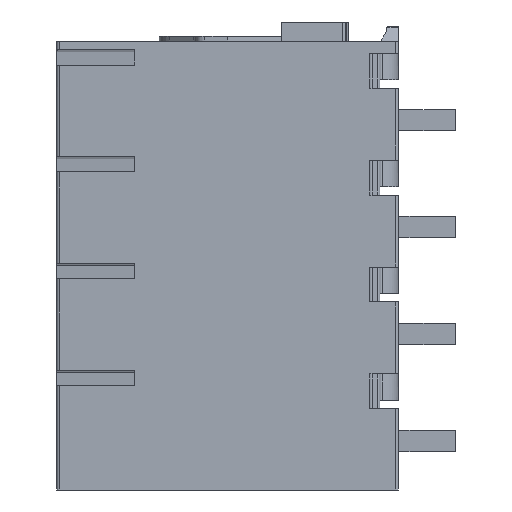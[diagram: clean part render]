
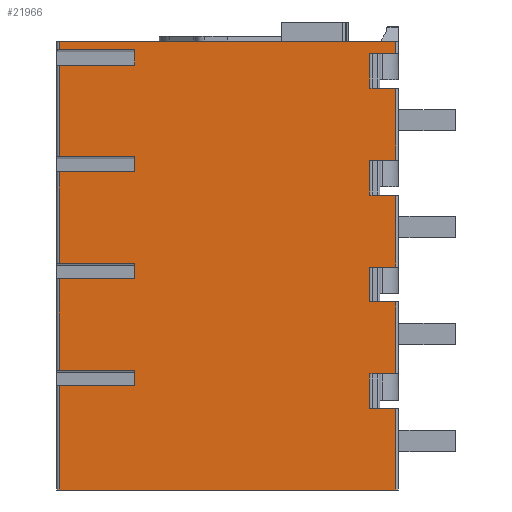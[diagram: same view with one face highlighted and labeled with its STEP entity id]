
A CAD part, left-side view. The second image highlights one B-rep face of the part: STEP entity #21966.
In plain terms, the highlighted planar face has unit normal (-1, 0, 0).
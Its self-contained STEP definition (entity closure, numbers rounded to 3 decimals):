
#1522=LINE('',#30486,#3146);
#1721=LINE('',#31019,#3345);
#1723=LINE('',#31028,#3347);
#1725=LINE('',#31036,#3349);
#1726=LINE('',#31038,#3350);
#1851=LINE('',#31392,#3475);
#1853=LINE('',#31401,#3477);
#1855=LINE('',#31410,#3479);
#1874=LINE('',#31459,#3498);
#2043=LINE('',#32045,#3667);
#2045=LINE('',#32054,#3669);
#2046=LINE('',#32057,#3670);
#2047=LINE('',#32058,#3671);
#2048=LINE('',#32060,#3672);
#2049=LINE('',#32062,#3673);
#2050=LINE('',#32063,#3674);
#2051=LINE('',#32065,#3675);
#2052=LINE('',#32067,#3676);
#2053=LINE('',#32068,#3677);
#2054=LINE('',#32070,#3678);
#2055=LINE('',#32072,#3679);
#2056=LINE('',#32073,#3680);
#2057=LINE('',#32075,#3681);
#2058=LINE('',#32077,#3682);
#2059=LINE('',#32078,#3683);
#2060=LINE('',#32080,#3684);
#2061=LINE('',#32082,#3685);
#2062=LINE('',#32083,#3686);
#2063=LINE('',#32085,#3687);
#2064=LINE('',#32087,#3688);
#2065=LINE('',#32088,#3689);
#2066=LINE('',#32090,#3690);
#2067=LINE('',#32092,#3691);
#2068=LINE('',#32094,#3692);
#2069=LINE('',#32096,#3693);
#2070=LINE('',#32097,#3694);
#3146=VECTOR('',#25139,1000.);
#3345=VECTOR('',#25570,1000.);
#3347=VECTOR('',#25578,1000.);
#3349=VECTOR('',#25586,1000.);
#3350=VECTOR('',#25589,1000.);
#3475=VECTOR('',#25848,1000.);
#3477=VECTOR('',#25856,1000.);
#3479=VECTOR('',#25864,1000.);
#3498=VECTOR('',#25911,1000.);
#3667=VECTOR('',#26358,1000.);
#3669=VECTOR('',#26366,1000.);
#3670=VECTOR('',#26367,1000.);
#3671=VECTOR('',#26368,1000.);
#3672=VECTOR('',#26369,1000.);
#3673=VECTOR('',#26370,1000.);
#3674=VECTOR('',#26371,1000.);
#3675=VECTOR('',#26372,1000.);
#3676=VECTOR('',#26373,1000.);
#3677=VECTOR('',#26374,1000.);
#3678=VECTOR('',#26375,1000.);
#3679=VECTOR('',#26376,1000.);
#3680=VECTOR('',#26377,1000.);
#3681=VECTOR('',#26378,1000.);
#3682=VECTOR('',#26379,1000.);
#3683=VECTOR('',#26380,1000.);
#3684=VECTOR('',#26381,1000.);
#3685=VECTOR('',#26382,1000.);
#3686=VECTOR('',#26383,1000.);
#3687=VECTOR('',#26384,1000.);
#3688=VECTOR('',#26385,1000.);
#3689=VECTOR('',#26386,1000.);
#3690=VECTOR('',#26387,1000.);
#3691=VECTOR('',#26388,1000.);
#3692=VECTOR('',#26389,1000.);
#3693=VECTOR('',#26390,1000.);
#3694=VECTOR('',#26391,1000.);
#6169=ORIENTED_EDGE('',*,*,#10664,.F.);
#6170=ORIENTED_EDGE('',*,*,#10665,.T.);
#6171=ORIENTED_EDGE('',*,*,#10381,.F.);
#6172=ORIENTED_EDGE('',*,*,#10666,.T.);
#6173=ORIENTED_EDGE('',*,*,#10667,.F.);
#6174=ORIENTED_EDGE('',*,*,#10668,.T.);
#6175=ORIENTED_EDGE('',*,*,#10385,.F.);
#6176=ORIENTED_EDGE('',*,*,#10669,.T.);
#6177=ORIENTED_EDGE('',*,*,#10670,.F.);
#6178=ORIENTED_EDGE('',*,*,#10671,.T.);
#6179=ORIENTED_EDGE('',*,*,#10389,.F.);
#6180=ORIENTED_EDGE('',*,*,#9935,.F.);
#6181=ORIENTED_EDGE('',*,*,#10202,.T.);
#6182=ORIENTED_EDGE('',*,*,#10672,.F.);
#6183=ORIENTED_EDGE('',*,*,#10673,.F.);
#6184=ORIENTED_EDGE('',*,*,#10674,.T.);
#6185=ORIENTED_EDGE('',*,*,#10198,.T.);
#6186=ORIENTED_EDGE('',*,*,#10675,.F.);
#6187=ORIENTED_EDGE('',*,*,#10676,.F.);
#6188=ORIENTED_EDGE('',*,*,#10677,.T.);
#6189=ORIENTED_EDGE('',*,*,#10194,.T.);
#6190=ORIENTED_EDGE('',*,*,#10678,.F.);
#6191=ORIENTED_EDGE('',*,*,#10679,.F.);
#6192=ORIENTED_EDGE('',*,*,#10680,.T.);
#6193=ORIENTED_EDGE('',*,*,#10203,.T.);
#6194=ORIENTED_EDGE('',*,*,#10681,.F.);
#6195=ORIENTED_EDGE('',*,*,#10682,.F.);
#6196=ORIENTED_EDGE('',*,*,#10683,.T.);
#6197=ORIENTED_EDGE('',*,*,#10660,.T.);
#6198=ORIENTED_EDGE('',*,*,#10684,.T.);
#6199=ORIENTED_EDGE('',*,*,#10685,.F.);
#6200=ORIENTED_EDGE('',*,*,#10686,.T.);
#6201=ORIENTED_EDGE('',*,*,#10687,.F.);
#6202=ORIENTED_EDGE('',*,*,#10688,.T.);
#6203=ORIENTED_EDGE('',*,*,#10415,.F.);
#6204=ORIENTED_EDGE('',*,*,#10689,.T.);
#9935=EDGE_CURVE('',#12255,#12256,#1522,.T.);
#10194=EDGE_CURVE('',#12474,#12473,#1721,.T.);
#10198=EDGE_CURVE('',#12478,#12477,#1723,.T.);
#10202=EDGE_CURVE('',#12255,#12480,#1725,.T.);
#10203=EDGE_CURVE('',#12481,#12482,#1726,.T.);
#10381=EDGE_CURVE('',#12643,#12644,#1851,.T.);
#10385=EDGE_CURVE('',#12647,#12648,#1853,.T.);
#10389=EDGE_CURVE('',#12256,#12651,#1855,.T.);
#10415=EDGE_CURVE('',#12667,#12668,#1874,.T.);
#10660=EDGE_CURVE('',#12817,#12818,#2043,.T.);
#10664=EDGE_CURVE('',#12821,#12822,#2045,.T.);
#10665=EDGE_CURVE('',#12821,#12644,#2046,.T.);
#10666=EDGE_CURVE('',#12643,#12823,#2047,.T.);
#10667=EDGE_CURVE('',#12824,#12823,#2048,.T.);
#10668=EDGE_CURVE('',#12824,#12648,#2049,.T.);
#10669=EDGE_CURVE('',#12647,#12825,#2050,.T.);
#10670=EDGE_CURVE('',#12826,#12825,#2051,.T.);
#10671=EDGE_CURVE('',#12826,#12651,#2052,.T.);
#10672=EDGE_CURVE('',#12827,#12480,#2053,.T.);
#10673=EDGE_CURVE('',#12828,#12827,#2054,.T.);
#10674=EDGE_CURVE('',#12828,#12478,#2055,.T.);
#10675=EDGE_CURVE('',#12829,#12477,#2056,.T.);
#10676=EDGE_CURVE('',#12830,#12829,#2057,.T.);
#10677=EDGE_CURVE('',#12830,#12474,#2058,.T.);
#10678=EDGE_CURVE('',#12831,#12473,#2059,.T.);
#10679=EDGE_CURVE('',#12832,#12831,#2060,.T.);
#10680=EDGE_CURVE('',#12832,#12481,#2061,.T.);
#10681=EDGE_CURVE('',#12833,#12482,#2062,.T.);
#10682=EDGE_CURVE('',#12834,#12833,#2063,.T.);
#10683=EDGE_CURVE('',#12834,#12817,#2064,.T.);
#10684=EDGE_CURVE('',#12818,#12835,#2065,.T.);
#10685=EDGE_CURVE('',#12836,#12835,#2066,.T.);
#10686=EDGE_CURVE('',#12836,#12837,#2067,.T.);
#10687=EDGE_CURVE('',#12838,#12837,#2068,.T.);
#10688=EDGE_CURVE('',#12838,#12668,#2069,.T.);
#10689=EDGE_CURVE('',#12667,#12822,#2070,.T.);
#12255=VERTEX_POINT('',#30485);
#12256=VERTEX_POINT('',#30487);
#12473=VERTEX_POINT('',#31018);
#12474=VERTEX_POINT('',#31020);
#12477=VERTEX_POINT('',#31027);
#12478=VERTEX_POINT('',#31029);
#12480=VERTEX_POINT('',#31035);
#12481=VERTEX_POINT('',#31039);
#12482=VERTEX_POINT('',#31040);
#12643=VERTEX_POINT('',#31393);
#12644=VERTEX_POINT('',#31394);
#12647=VERTEX_POINT('',#31402);
#12648=VERTEX_POINT('',#31403);
#12651=VERTEX_POINT('',#31411);
#12667=VERTEX_POINT('',#31460);
#12668=VERTEX_POINT('',#31461);
#12817=VERTEX_POINT('',#32046);
#12818=VERTEX_POINT('',#32047);
#12821=VERTEX_POINT('',#32055);
#12822=VERTEX_POINT('',#32056);
#12823=VERTEX_POINT('',#32059);
#12824=VERTEX_POINT('',#32061);
#12825=VERTEX_POINT('',#32064);
#12826=VERTEX_POINT('',#32066);
#12827=VERTEX_POINT('',#32069);
#12828=VERTEX_POINT('',#32071);
#12829=VERTEX_POINT('',#32074);
#12830=VERTEX_POINT('',#32076);
#12831=VERTEX_POINT('',#32079);
#12832=VERTEX_POINT('',#32081);
#12833=VERTEX_POINT('',#32084);
#12834=VERTEX_POINT('',#32086);
#12835=VERTEX_POINT('',#32089);
#12836=VERTEX_POINT('',#32091);
#12837=VERTEX_POINT('',#32093);
#12838=VERTEX_POINT('',#32095);
#13662=EDGE_LOOP('',(#6169,#6170,#6171,#6172,#6173,#6174,#6175,#6176,#6177,
#6178,#6179,#6180,#6181,#6182,#6183,#6184,#6185,#6186,#6187,#6188,#6189,
#6190,#6191,#6192,#6193,#6194,#6195,#6196,#6197,#6198,#6199,#6200,#6201,
#6202,#6203,#6204));
#14551=FACE_BOUND('',#13662,.T.);
#15345=PLANE('',#23213);
#21966=ADVANCED_FACE('',(#14551),#15345,.F.);
#23213=AXIS2_PLACEMENT_3D('',#32053,#26364,#26365);
#25139=DIRECTION('',(0.,-1.,0.));
#25570=DIRECTION('',(0.,0.,-1.));
#25578=DIRECTION('',(0.,0.,-1.));
#25586=DIRECTION('',(0.,0.,-1.));
#25589=DIRECTION('',(0.,0.,-1.));
#25848=DIRECTION('',(0.,0.,-1.));
#25856=DIRECTION('',(0.,0.,-1.));
#25864=DIRECTION('',(0.,0.,-1.));
#25911=DIRECTION('',(0.,0.,-1.));
#26358=DIRECTION('',(0.,0.,-1.));
#26364=DIRECTION('',(1.,0.,0.));
#26365=DIRECTION('',(0.,0.,-1.));
#26366=DIRECTION('',(0.,0.,-1.));
#26367=DIRECTION('',(0.,-1.,0.));
#26368=DIRECTION('',(0.,1.,0.));
#26369=DIRECTION('',(0.,0.,-1.));
#26370=DIRECTION('',(0.,-1.,0.));
#26371=DIRECTION('',(0.,1.,0.));
#26372=DIRECTION('',(0.,0.,-1.));
#26373=DIRECTION('',(0.,-1.,0.));
#26374=DIRECTION('',(0.,1.,0.));
#26375=DIRECTION('',(0.,0.,1.));
#26376=DIRECTION('',(0.,1.,0.));
#26377=DIRECTION('',(0.,1.,0.));
#26378=DIRECTION('',(0.,0.,1.));
#26379=DIRECTION('',(0.,1.,0.));
#26380=DIRECTION('',(0.,1.,0.));
#26381=DIRECTION('',(0.,0.,1.));
#26382=DIRECTION('',(0.,1.,0.));
#26383=DIRECTION('',(0.,1.,0.));
#26384=DIRECTION('',(0.,0.,1.));
#26385=DIRECTION('',(0.,1.,0.));
#26386=DIRECTION('',(0.,-1.,0.));
#26387=DIRECTION('',(0.,0.,-1.));
#26388=DIRECTION('',(0.,1.,0.));
#26389=DIRECTION('',(0.,0.,-1.));
#26390=DIRECTION('',(0.,-1.,0.));
#26391=DIRECTION('',(0.,1.,0.));
#30485=CARTESIAN_POINT('',(-14.5,23.8,30.));
#30486=CARTESIAN_POINT('',(-14.5,23.8,30.));
#30487=CARTESIAN_POINT('',(-14.5,0.2,30.));
#31018=CARTESIAN_POINT('',(-14.5,23.8,14.39));
#31019=CARTESIAN_POINT('',(-14.5,23.8,30.));
#31020=CARTESIAN_POINT('',(-14.5,23.8,20.83));
#31027=CARTESIAN_POINT('',(-14.5,23.8,21.89));
#31028=CARTESIAN_POINT('',(-14.5,23.8,30.));
#31029=CARTESIAN_POINT('',(-14.5,23.8,28.33));
#31035=CARTESIAN_POINT('',(-14.5,23.8,29.39));
#31036=CARTESIAN_POINT('',(-14.5,23.8,30.));
#31038=CARTESIAN_POINT('',(-14.5,23.8,30.));
#31039=CARTESIAN_POINT('',(-14.5,23.8,13.33));
#31040=CARTESIAN_POINT('',(-14.5,23.8,6.89));
#31392=CARTESIAN_POINT('',(-14.5,0.2,30.));
#31393=CARTESIAN_POINT('',(-14.5,0.2,19.2));
#31394=CARTESIAN_POINT('',(-14.5,0.2,14.15));
#31401=CARTESIAN_POINT('',(-14.5,0.2,30.));
#31402=CARTESIAN_POINT('',(-14.5,0.2,26.7));
#31403=CARTESIAN_POINT('',(-14.5,0.2,21.65));
#31410=CARTESIAN_POINT('',(-14.5,0.2,30.));
#31411=CARTESIAN_POINT('',(-14.5,0.2,29.15));
#31459=CARTESIAN_POINT('',(-14.5,0.2,30.));
#31460=CARTESIAN_POINT('',(-14.5,0.2,11.7));
#31461=CARTESIAN_POINT('',(-14.5,0.2,6.65));
#32045=CARTESIAN_POINT('',(-14.5,23.8,30.));
#32046=CARTESIAN_POINT('',(-14.5,23.8,5.83));
#32047=CARTESIAN_POINT('',(-14.5,23.8,-1.5));
#32053=CARTESIAN_POINT('',(-14.5,23.8,30.));
#32054=CARTESIAN_POINT('',(-14.5,2.,14.15));
#32055=CARTESIAN_POINT('',(-14.5,2.,14.15));
#32056=CARTESIAN_POINT('',(-14.5,2.,11.7));
#32057=CARTESIAN_POINT('',(-14.5,2.,14.15));
#32058=CARTESIAN_POINT('',(-14.5,23.8,19.2));
#32059=CARTESIAN_POINT('',(-14.5,2.,19.2));
#32060=CARTESIAN_POINT('',(-14.5,2.,21.65));
#32061=CARTESIAN_POINT('',(-14.5,2.,21.65));
#32062=CARTESIAN_POINT('',(-14.5,2.,21.65));
#32063=CARTESIAN_POINT('',(-14.5,23.8,26.7));
#32064=CARTESIAN_POINT('',(-14.5,2.,26.7));
#32065=CARTESIAN_POINT('',(-14.5,2.,29.15));
#32066=CARTESIAN_POINT('',(-14.5,2.,29.15));
#32067=CARTESIAN_POINT('',(-14.5,2.,29.15));
#32068=CARTESIAN_POINT('',(-14.5,18.5,29.39));
#32069=CARTESIAN_POINT('',(-14.5,18.5,29.39));
#32070=CARTESIAN_POINT('',(-14.5,18.5,28.33));
#32071=CARTESIAN_POINT('',(-14.5,18.5,28.33));
#32072=CARTESIAN_POINT('',(-14.5,18.5,28.33));
#32073=CARTESIAN_POINT('',(-14.5,18.5,21.89));
#32074=CARTESIAN_POINT('',(-14.5,18.5,21.89));
#32075=CARTESIAN_POINT('',(-14.5,18.5,20.83));
#32076=CARTESIAN_POINT('',(-14.5,18.5,20.83));
#32077=CARTESIAN_POINT('',(-14.5,18.5,20.83));
#32078=CARTESIAN_POINT('',(-14.5,18.5,14.39));
#32079=CARTESIAN_POINT('',(-14.5,18.5,14.39));
#32080=CARTESIAN_POINT('',(-14.5,18.5,13.33));
#32081=CARTESIAN_POINT('',(-14.5,18.5,13.33));
#32082=CARTESIAN_POINT('',(-14.5,18.5,13.33));
#32083=CARTESIAN_POINT('',(-14.5,18.5,6.89));
#32084=CARTESIAN_POINT('',(-14.5,18.5,6.89));
#32085=CARTESIAN_POINT('',(-14.5,18.5,5.83));
#32086=CARTESIAN_POINT('',(-14.5,18.5,5.83));
#32087=CARTESIAN_POINT('',(-14.5,18.5,5.83));
#32088=CARTESIAN_POINT('',(-14.5,23.8,-1.5));
#32089=CARTESIAN_POINT('',(-14.5,0.2,-1.5));
#32090=CARTESIAN_POINT('',(-14.5,0.2,30.));
#32091=CARTESIAN_POINT('',(-14.5,0.2,4.2));
#32092=CARTESIAN_POINT('',(-14.5,23.8,4.2));
#32093=CARTESIAN_POINT('',(-14.5,2.,4.2));
#32094=CARTESIAN_POINT('',(-14.5,2.,6.65));
#32095=CARTESIAN_POINT('',(-14.5,2.,6.65));
#32096=CARTESIAN_POINT('',(-14.5,2.,6.65));
#32097=CARTESIAN_POINT('',(-14.5,23.8,11.7));
